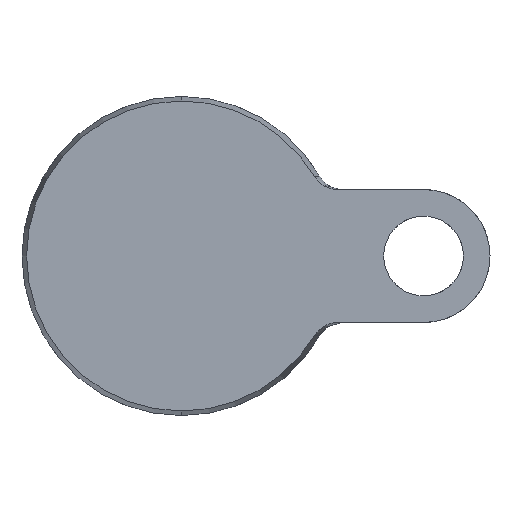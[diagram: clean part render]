
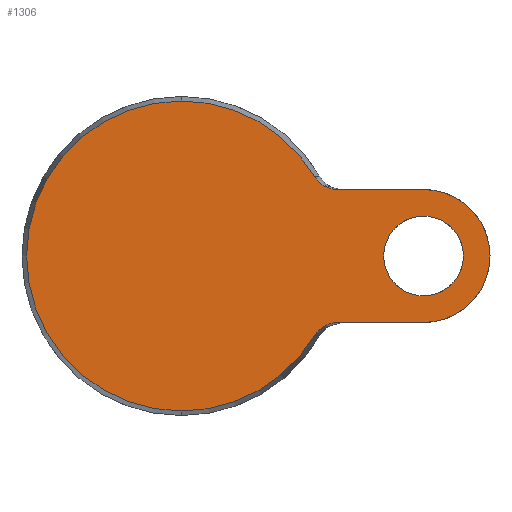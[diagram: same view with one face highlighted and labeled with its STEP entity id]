
A CAD part, front view. The second image highlights one B-rep face of the part: STEP entity #1306.
In plain terms, the highlighted planar face has unit normal (0, -1, 0).
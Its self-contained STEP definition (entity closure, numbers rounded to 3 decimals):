
#14 = DIRECTION ( 'NONE',  ( 0., 1., 0. ) ) ;
#33 = CARTESIAN_POINT ( 'NONE',  ( 45.5, 0., -12.5 ) ) ;
#42 = DIRECTION ( 'NONE',  ( 0., 1., 0. ) ) ;
#48 = VERTEX_POINT ( 'NONE', #228 ) ;
#63 = CARTESIAN_POINT ( 'NONE',  ( 26.144, 0., 13.642 ) ) ;
#75 = CARTESIAN_POINT ( 'NONE',  ( 0., 0., 0. ) ) ;
#77 = DIRECTION ( 'NONE',  ( 0., 1., 0. ) ) ;
#78 = CARTESIAN_POINT ( 'NONE',  ( 45.5, 0., 0. ) ) ;
#85 = FACE_OUTER_BOUND ( 'NONE', #1342, .T. ) ;
#90 = CIRCLE ( 'NONE', #710, 29.143 ) ;
#91 = AXIS2_PLACEMENT_3D ( 'NONE', #1196, #14, #1192 ) ;
#103 = VERTEX_POINT ( 'NONE', #1064 ) ;
#114 = CARTESIAN_POINT ( 'NONE',  ( 0., 0., 0. ) ) ;
#128 = EDGE_CURVE ( 'NONE', #946, #1032, #992, .T. ) ;
#131 = ORIENTED_EDGE ( 'NONE', *, *, #237, .F. ) ;
#167 = CARTESIAN_POINT ( 'NONE',  ( 25.011, 0., -14.959 ) ) ;
#170 = CARTESIAN_POINT ( 'NONE',  ( 27.057, 0., 13.048 ) ) ;
#174 = CARTESIAN_POINT ( 'NONE',  ( 25.237, 0., -14.58 ) ) ;
#210 = EDGE_CURVE ( 'NONE', #103, #1373, #90, .T. ) ;
#224 = AXIS2_PLACEMENT_3D ( 'NONE', #1268, #77, #505 ) ;
#227 = EDGE_CURVE ( 'NONE', #1044, #1365, #1324, .T. ) ;
#228 = CARTESIAN_POINT ( 'NONE',  ( 45.5, 0., -7.5 ) ) ;
#237 = EDGE_CURVE ( 'NONE', #406, #1365, #1332, .T. ) ;
#258 = CARTESIAN_POINT ( 'NONE',  ( 29.374, 0., -12.5 ) ) ;
#285 = CARTESIAN_POINT ( 'NONE',  ( 27.662, 0., -12.789 ) ) ;
#311 = AXIS2_PLACEMENT_3D ( 'NONE', #78, #512, #1270 ) ;
#326 = CARTESIAN_POINT ( 'NONE',  ( 0., 0., 29.143 ) ) ;
#343 = DIRECTION ( 'NONE',  ( 0., 0., -1. ) ) ;
#359 = ORIENTED_EDGE ( 'NONE', *, *, #227, .T. ) ;
#364 = DIRECTION ( 'NONE',  ( 0., -1., 0. ) ) ;
#370 = ORIENTED_EDGE ( 'NONE', *, *, #1225, .T. ) ;
#382 = ORIENTED_EDGE ( 'NONE', *, *, #210, .T. ) ;
#383 = CARTESIAN_POINT ( 'NONE',  ( 28.933, 0., -12.5 ) ) ;
#385 = CARTESIAN_POINT ( 'NONE',  ( 27.869, 0., 12.721 ) ) ;
#396 = CARTESIAN_POINT ( 'NONE',  ( 26.497, 0., -13.379 ) ) ;
#406 = VERTEX_POINT ( 'NONE', #33 ) ;
#422 = B_SPLINE_CURVE_WITH_KNOTS ( 'NONE', 3,
 ( #1012, #786, #814, #385, #1108, #1125, #170, #592, #1019, #63, #492, #1344, #708, #606 ),
 .UNSPECIFIED., .F., .F.,
 ( 4, 2, 2, 2, 2, 2, 4 ),
 ( 0., 0.001, 0.002, 0.003, 0.003, 0.004, 0.005 ),
 .UNSPECIFIED. ) ;
#466 = CARTESIAN_POINT ( 'NONE',  ( 15., 0., 12.5 ) ) ;
#492 = CARTESIAN_POINT ( 'NONE',  ( 25.976, 0., 13.785 ) ) ;
#494 = VECTOR ( 'NONE', #679, 1000. ) ;
#505 = DIRECTION ( 'NONE',  ( 0., 0., 1. ) ) ;
#512 = DIRECTION ( 'NONE',  ( 0., 1., 0. ) ) ;
#526 = DIRECTION ( 'NONE',  ( 0., 0., -1. ) ) ;
#531 = ORIENTED_EDGE ( 'NONE', *, *, #1269, .T. ) ;
#541 = DIRECTION ( 'NONE',  ( 0., -1., 0. ) ) ;
#553 = ORIENTED_EDGE ( 'NONE', *, *, #128, .F. ) ;
#570 = ORIENTED_EDGE ( 'NONE', *, *, #915, .T. ) ;
#591 = CARTESIAN_POINT ( 'NONE',  ( 26.146, 0., -13.64 ) ) ;
#592 = CARTESIAN_POINT ( 'NONE',  ( 26.678, 0., 13.261 ) ) ;
#596 = CARTESIAN_POINT ( 'NONE',  ( 28.503, 0., -12.556 ) ) ;
#606 = CARTESIAN_POINT ( 'NONE',  ( 25.011, 0., 14.959 ) ) ;
#622 = CIRCLE ( 'NONE', #91, 7.5 ) ;
#667 = CIRCLE ( 'NONE', #711, 29.143 ) ;
#670 = DIRECTION ( 'NONE',  ( 0., 0., -1. ) ) ;
#679 = DIRECTION ( 'NONE',  ( -1., 0., 0. ) ) ;
#686 = CARTESIAN_POINT ( 'NONE',  ( 26.862, 0., -13.142 ) ) ;
#687 = AXIS2_PLACEMENT_3D ( 'NONE', #808, #42, #670 ) ;
#689 = CIRCLE ( 'NONE', #1256, 29.143 ) ;
#697 = CARTESIAN_POINT ( 'NONE',  ( 45.5, 0., 12.5 ) ) ;
#708 = CARTESIAN_POINT ( 'NONE',  ( 25.237, 0., 14.58 ) ) ;
#710 = AXIS2_PLACEMENT_3D ( 'NONE', #75, #364, #1248 ) ;
#711 = AXIS2_PLACEMENT_3D ( 'NONE', #114, #541, #343 ) ;
#727 = EDGE_CURVE ( 'NONE', #48, #1190, #982, .T. ) ;
#733 = VECTOR ( 'NONE', #886, 1000. ) ;
#786 = CARTESIAN_POINT ( 'NONE',  ( 28.933, 0., 12.5 ) ) ;
#796 = ORIENTED_EDGE ( 'NONE', *, *, #727, .T. ) ;
#808 = CARTESIAN_POINT ( 'NONE',  ( 45.5, 0., 0. ) ) ;
#812 = CARTESIAN_POINT ( 'NONE',  ( 25.977, 0., -13.784 ) ) ;
#814 = CARTESIAN_POINT ( 'NONE',  ( 28.502, 0., 12.556 ) ) ;
#823 = EDGE_CURVE ( 'NONE', #1190, #48, #622, .T. ) ;
#836 = ORIENTED_EDGE ( 'NONE', *, *, #823, .T. ) ;
#886 = DIRECTION ( 'NONE',  ( 1., 0., 0. ) ) ;
#912 = CARTESIAN_POINT ( 'NONE',  ( 15., 0., -12.5 ) ) ;
#915 = EDGE_CURVE ( 'NONE', #1299, #1044, #667, .T. ) ;
#946 = VERTEX_POINT ( 'NONE', #1228 ) ;
#982 = CIRCLE ( 'NONE', #311, 7.5 ) ;
#992 = LINE ( 'NONE', #466, #733 ) ;
#1012 = CARTESIAN_POINT ( 'NONE',  ( 29.374, 0., 12.5 ) ) ;
#1015 = EDGE_CURVE ( 'NONE', #1032, #406, #1294, .T. ) ;
#1019 = CARTESIAN_POINT ( 'NONE',  ( 26.495, 0., 13.38 ) ) ;
#1032 = VERTEX_POINT ( 'NONE', #697 ) ;
#1044 = VERTEX_POINT ( 'NONE', #1126 ) ;
#1064 = CARTESIAN_POINT ( 'NONE',  ( 25.011, 0., 14.959 ) ) ;
#1108 = CARTESIAN_POINT ( 'NONE',  ( 27.659, 0., 12.79 ) ) ;
#1125 = CARTESIAN_POINT ( 'NONE',  ( 27.253, 0., 12.954 ) ) ;
#1126 = CARTESIAN_POINT ( 'NONE',  ( 25.011, 0., -14.959 ) ) ;
#1137 = CARTESIAN_POINT ( 'NONE',  ( 27.871, 0., -12.72 ) ) ;
#1148 = CARTESIAN_POINT ( 'NONE',  ( 29.374, 0., -12.5 ) ) ;
#1152 = ORIENTED_EDGE ( 'NONE', *, *, #1015, .F. ) ;
#1153 = FACE_BOUND ( 'NONE', #1287, .T. ) ;
#1172 = CARTESIAN_POINT ( 'NONE',  ( 0., 0., 0. ) ) ;
#1190 = VERTEX_POINT ( 'NONE', #1350 ) ;
#1192 = DIRECTION ( 'NONE',  ( 0., 0., 1. ) ) ;
#1196 = CARTESIAN_POINT ( 'NONE',  ( 45.5, 0., 0. ) ) ;
#1215 = CARTESIAN_POINT ( 'NONE',  ( 27.255, 0., -12.953 ) ) ;
#1225 = EDGE_CURVE ( 'NONE', #946, #103, #422, .T. ) ;
#1228 = CARTESIAN_POINT ( 'NONE',  ( 29.374, 0., 12.5 ) ) ;
#1248 = DIRECTION ( 'NONE',  ( 0., 0., -1. ) ) ;
#1256 = AXIS2_PLACEMENT_3D ( 'NONE', #1172, #1261, #526 ) ;
#1261 = DIRECTION ( 'NONE',  ( 0., -1., 0. ) ) ;
#1268 = CARTESIAN_POINT ( 'NONE',  ( -29.143, 0., 0. ) ) ;
#1269 = EDGE_CURVE ( 'NONE', #1373, #1299, #689, .T. ) ;
#1270 = DIRECTION ( 'NONE',  ( 0., 0., 1. ) ) ;
#1275 = PLANE ( 'NONE',  #224 ) ;
#1287 = EDGE_LOOP ( 'NONE', ( #796, #836 ) ) ;
#1294 = CIRCLE ( 'NONE', #687, 12.5 ) ;
#1299 = VERTEX_POINT ( 'NONE', #1376 ) ;
#1306 = ADVANCED_FACE ( 'NONE', ( #85, #1153 ), #1275, .F. ) ;
#1324 = B_SPLINE_CURVE_WITH_KNOTS ( 'NONE', 3,
 ( #167, #174, #1352, #812, #591, #396, #686, #1215, #285, #1137, #596, #383, #258 ),
 .UNSPECIFIED., .F., .F.,
 ( 4, 2, 2, 1, 2, 2, 4 ),
 ( 0., 0.001, 0.002, 0.003, 0.003, 0.004, 0.005 ),
 .UNSPECIFIED. ) ;
#1332 = LINE ( 'NONE', #912, #494 ) ;
#1342 = EDGE_LOOP ( 'NONE', ( #553, #370, #382, #531, #570, #359, #131, #1152 ) ) ;
#1344 = CARTESIAN_POINT ( 'NONE',  ( 25.507, 0., 14.24 ) ) ;
#1350 = CARTESIAN_POINT ( 'NONE',  ( 45.5, 0., 7.5 ) ) ;
#1352 = CARTESIAN_POINT ( 'NONE',  ( 25.508, 0., -14.24 ) ) ;
#1365 = VERTEX_POINT ( 'NONE', #1148 ) ;
#1373 = VERTEX_POINT ( 'NONE', #326 ) ;
#1376 = CARTESIAN_POINT ( 'NONE',  ( 0., 0., -29.143 ) ) ;
